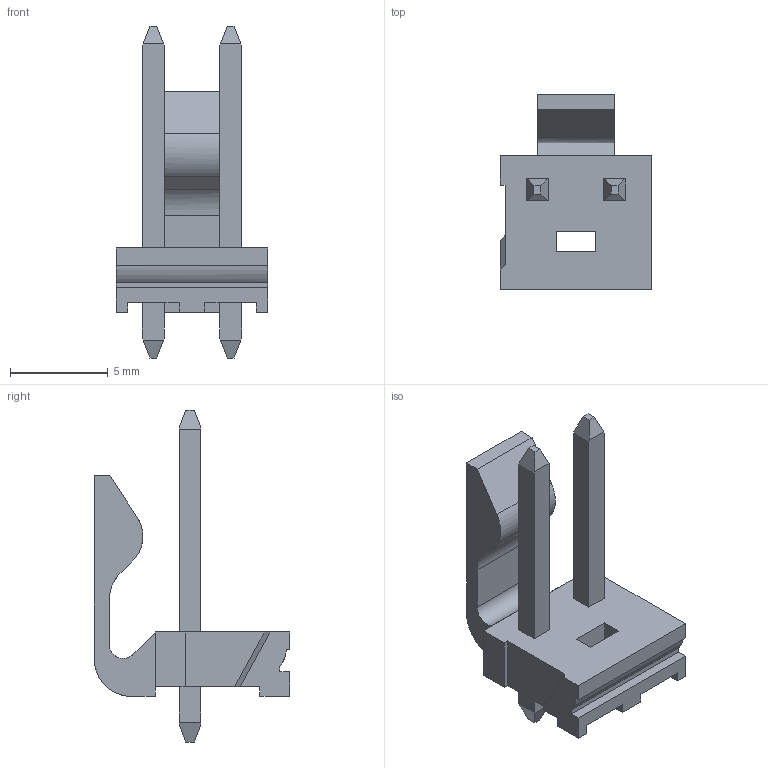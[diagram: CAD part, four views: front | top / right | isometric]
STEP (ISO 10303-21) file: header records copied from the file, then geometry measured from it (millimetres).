
FILE_DESCRIPTION (( 'STEP AP214' ), '1' );
FILE_NAME ('1718130002_v2.STEP', '2018-11-29T16:10:06', ( '' ), ( '' ), 'SwSTEP 2.0', 'SolidWorks 2018', '' );
FILE_SCHEMA (( 'AUTOMOTIVE_DESIGN' ));
Length unit declared in the file: inch
Products named in the file (1): 1718130002_v2
Bounding box: 7.77 x 10.01 x 17.02 mm (x, y, z)
Volume: 248.8 mm3; surface area: 473 mm2
Topology: 1 solids, 1 shells, 83 faces, 230 edges, 152 vertices
Faces by surface type: bspline 83
Entity records: 2986 total; most frequent: CARTESIAN_POINT 1067, ORIENTED_EDGE 460, EDGE_CURVE 230, B_SPLINE_CURVE_WITH_KNOTS 225, VERTEX_POINT 152, EDGE_LOOP 88, FACE_OUTER_BOUND 83, ADVANCED_FACE 83
